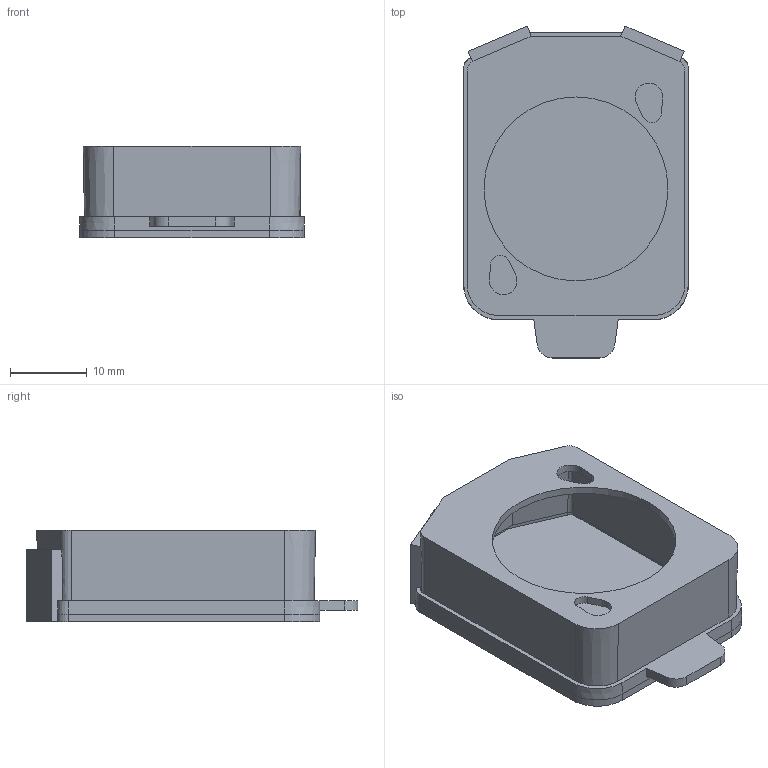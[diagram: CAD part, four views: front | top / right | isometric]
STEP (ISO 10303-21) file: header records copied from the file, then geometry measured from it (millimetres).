
FILE_DESCRIPTION((''),'2;1');
FILE_NAME('D-SIZE_KLAPPDECKEL','2008-08-26T',('tho'),(''),'PRO/ENGINEER BY PARAMETRIC TECHNOLOGY CORPORATION, 2007460','PRO/ENGINEER BY PARAMETRIC TECHNOLOGY CORPORATION, 2007460','');
FILE_SCHEMA(('CONFIG_CONTROL_DESIGN'));
Length unit declared in the file: millimetre
Products named in the file (1): D-SIZE_KLAPPDECKEL
Bounding box: 29.35 x 43.31 x 12 mm (x, y, z)
Volume: 2870.9 mm3; surface area: 6282.2 mm2
Topology: 1 solids, 1 shells, 85 faces, 240 edges, 156 vertices
Faces by surface type: plane 57, cone 16, cylinder 12
Entity records: 2836 total; most frequent: CARTESIAN_POINT 543, ORIENTED_EDGE 480, DIRECTION 458, EDGE_CURVE 240, VECTOR 180, LINE 180, VERTEX_POINT 156, AXIS2_PLACEMENT_3D 139
